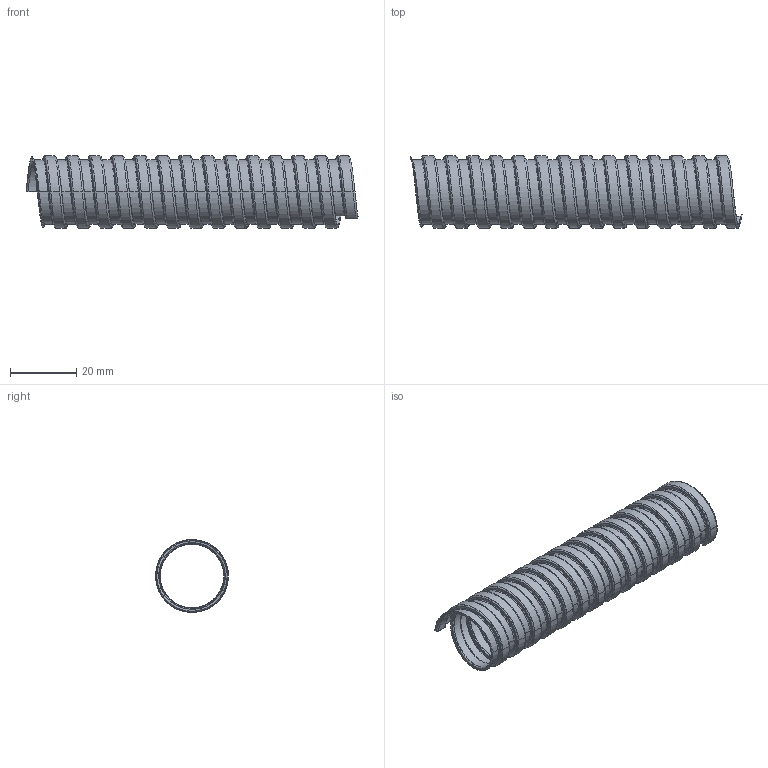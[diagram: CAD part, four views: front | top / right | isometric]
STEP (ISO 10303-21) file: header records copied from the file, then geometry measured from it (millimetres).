
FILE_DESCRIPTION(/* description */ ('Металлорукав Р3-Ц','CAx-IF Rec.Pracs.---Representation and Presentation of Product Manufacturing Information (PMI)---4.0---2014-10-13'),/* implementation_level */ '2;1');
FILE_NAME(/* name */ '',/* time_stamp */ '2025-05-30T13:51:01+07:00',/* author */ ('zeta-82'),/* organization */ ('ЗЭТА'),/* preprocessor_version */ 'ST-DEVELOPER v19.2',/* originating_system */ 'Autodesk Inventor 2024',/* authorisation */ '');
FILE_SCHEMA (('AP242_MANAGED_MODEL_BASED_3D_ENGINEERING_MIM_LF { 1 0 10303 442 1 1 4 }'));
Length unit declared in the file: millimetre
Products named in the file (1): ЗЭТА.104.210.000-06
Bounding box: 100 x 21.9 x 21.9 mm (x, y, z)
Volume: 1453.8 mm3; surface area: 16504.9 mm2
Topology: 1 solids, 1 shells, 106 faces, 312 edges, 208 vertices
Faces by surface type: cylinder 90, bspline 14, plane 2
Full cylindrical faces by diameter (mm): 19.2 x13, 19.56 x13, 19.92 x13, 21.18 x13, 21.54 x13, 21.9 x13
Entity records: 18452 total; most frequent: CARTESIAN_POINT 15820, ORIENTED_EDGE 624, DIRECTION 362, EDGE_CURVE 312, VERTEX_POINT 208, B_SPLINE_CURVE_WITH_KNOTS 188, AXIS2_PLACEMENT_3D 127, LINE 108
